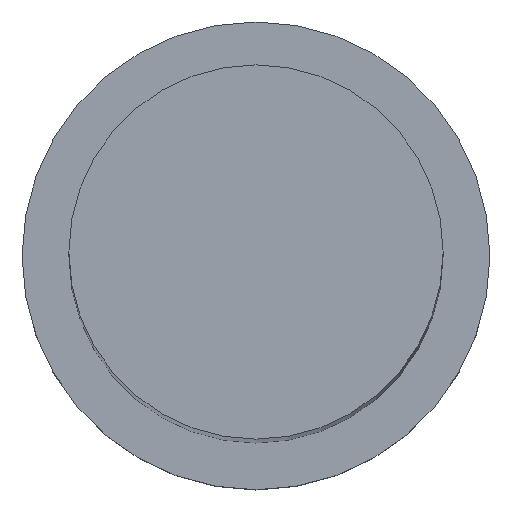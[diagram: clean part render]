
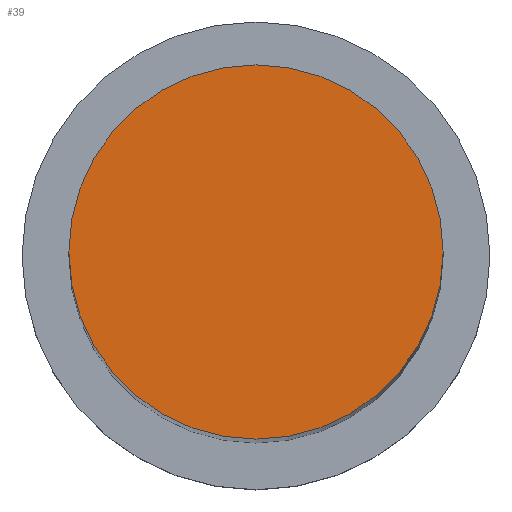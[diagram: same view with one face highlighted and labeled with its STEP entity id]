
A CAD part, top view. The second image highlights one B-rep face of the part: STEP entity #39.
In plain terms, the highlighted planar face has unit normal (0, 0, 1).
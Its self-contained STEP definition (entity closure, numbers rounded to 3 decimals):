
#21 = AXIS2_PLACEMENT_3D ( 'NONE', #80, #68, #227 ) ;
#39 = ADVANCED_FACE ( 'NONE', ( #246 ), #67, .T. ) ;
#57 = VERTEX_POINT ( 'NONE', #172 ) ;
#67 = PLANE ( 'NONE',  #88 ) ;
#68 = DIRECTION ( 'NONE',  ( 0., 0., 1. ) ) ;
#78 = DIRECTION ( 'NONE',  ( 1., 0., 0. ) ) ;
#80 = CARTESIAN_POINT ( 'NONE',  ( 0., 0., 200. ) ) ;
#82 = AXIS2_PLACEMENT_3D ( 'NONE', #156, #252, #78 ) ;
#88 = AXIS2_PLACEMENT_3D ( 'NONE', #126, #194, #197 ) ;
#92 = EDGE_CURVE ( 'NONE', #57, #183, #150, .T. ) ;
#118 = ORIENTED_EDGE ( 'NONE', *, *, #241, .T. ) ;
#126 = CARTESIAN_POINT ( 'NONE',  ( 0., 0., 200. ) ) ;
#135 = EDGE_LOOP ( 'NONE', ( #118, #193 ) ) ;
#150 = CIRCLE ( 'NONE', #82, 16. ) ;
#156 = CARTESIAN_POINT ( 'NONE',  ( 0., 0., 200. ) ) ;
#172 = CARTESIAN_POINT ( 'NONE',  ( 16., 0., 200. ) ) ;
#183 = VERTEX_POINT ( 'NONE', #213 ) ;
#193 = ORIENTED_EDGE ( 'NONE', *, *, #92, .T. ) ;
#194 = DIRECTION ( 'NONE',  ( 0., 0., 1. ) ) ;
#197 = DIRECTION ( 'NONE',  ( 1., 0., 0. ) ) ;
#213 = CARTESIAN_POINT ( 'NONE',  ( -16., 0., 200. ) ) ;
#219 = CIRCLE ( 'NONE', #21, 16. ) ;
#227 = DIRECTION ( 'NONE',  ( 1., 0., 0. ) ) ;
#241 = EDGE_CURVE ( 'NONE', #183, #57, #219, .T. ) ;
#246 = FACE_OUTER_BOUND ( 'NONE', #135, .T. ) ;
#252 = DIRECTION ( 'NONE',  ( 0., 0., 1. ) ) ;
